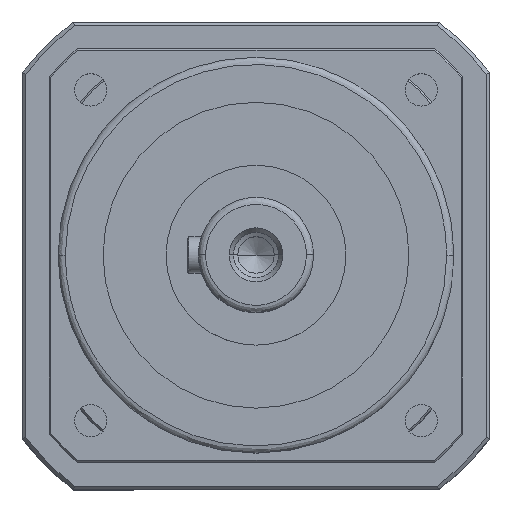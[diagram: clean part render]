
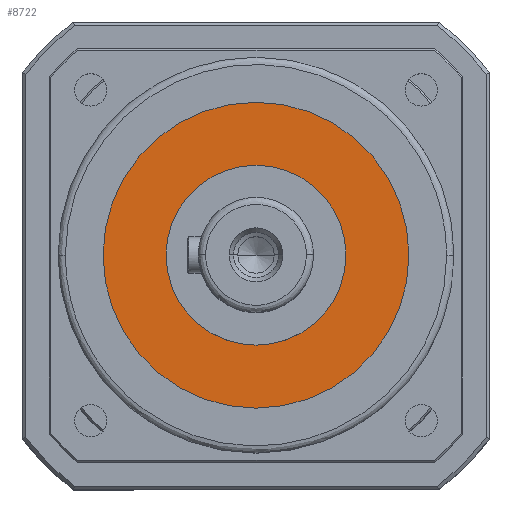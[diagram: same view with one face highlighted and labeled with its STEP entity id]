
A CAD part, top view. The second image highlights one B-rep face of the part: STEP entity #8722.
In plain terms, the highlighted planar face has unit normal (0, 0, 1).
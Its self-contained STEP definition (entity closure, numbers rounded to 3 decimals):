
#510 = AXIS2_PLACEMENT_3D ( 'NONE', #7157, #7031, #7186 ) ;
#1097 = ORIENTED_EDGE ( 'NONE', *, *, #12618, .T. ) ;
#1455 = CARTESIAN_POINT ( 'NONE',  ( 42.5, 0., 159.99 ) ) ;
#2455 = ORIENTED_EDGE ( 'NONE', *, *, #5893, .T. ) ;
#3211 = VERTEX_POINT ( 'NONE', #7233 ) ;
#3555 = VERTEX_POINT ( 'NONE', #11998 ) ;
#4546 = DIRECTION ( 'NONE',  ( 0., 0., -1. ) ) ;
#4697 = AXIS2_PLACEMENT_3D ( 'NONE', #6380, #14606, #7572 ) ;
#5466 = EDGE_LOOP ( 'NONE', ( #13094, #14870 ) ) ;
#5545 = VERTEX_POINT ( 'NONE', #1455 ) ;
#5893 = EDGE_CURVE ( 'NONE', #12834, #5545, #12755, .T. ) ;
#5981 = EDGE_LOOP ( 'NONE', ( #2455, #1097 ) ) ;
#6380 = CARTESIAN_POINT ( 'NONE',  ( 0., 0., 159.99 ) ) ;
#6657 = DIRECTION ( 'NONE',  ( -1., 0., 0. ) ) ;
#6779 = CIRCLE ( 'NONE', #4697, 42.5 ) ;
#7031 = DIRECTION ( 'NONE',  ( 0., 0., 1. ) ) ;
#7157 = CARTESIAN_POINT ( 'NONE',  ( 0., 0., 159.99 ) ) ;
#7186 = DIRECTION ( 'NONE',  ( -1., 0., 0. ) ) ;
#7233 = CARTESIAN_POINT ( 'NONE',  ( -25., 0., 159.99 ) ) ;
#7520 = CARTESIAN_POINT ( 'NONE',  ( 0., 0., 159.99 ) ) ;
#7572 = DIRECTION ( 'NONE',  ( -1., 0., 0. ) ) ;
#7675 = EDGE_CURVE ( 'NONE', #3211, #3555, #13566, .T. ) ;
#8412 = AXIS2_PLACEMENT_3D ( 'NONE', #7520, #12114, #6657 ) ;
#8722 = ADVANCED_FACE ( 'NONE', ( #15087, #12423 ), #9391, .T. ) ;
#8901 = DIRECTION ( 'NONE',  ( 1., 0., 0. ) ) ;
#8921 = DIRECTION ( 'NONE',  ( 0., 0., 1. ) ) ;
#8946 = CARTESIAN_POINT ( 'NONE',  ( 0., 0., 159.99 ) ) ;
#9009 = AXIS2_PLACEMENT_3D ( 'NONE', #11644, #4546, #12810 ) ;
#9391 = PLANE ( 'NONE',  #10842 ) ;
#10213 = CIRCLE ( 'NONE', #9009, 25. ) ;
#10842 = AXIS2_PLACEMENT_3D ( 'NONE', #8946, #8921, #8901 ) ;
#11644 = CARTESIAN_POINT ( 'NONE',  ( 0., 0., 159.99 ) ) ;
#11998 = CARTESIAN_POINT ( 'NONE',  ( 25., 0., 159.99 ) ) ;
#12114 = DIRECTION ( 'NONE',  ( 0., 0., -1. ) ) ;
#12423 = FACE_BOUND ( 'NONE', #5466, .T. ) ;
#12438 = EDGE_CURVE ( 'NONE', #3555, #3211, #10213, .T. ) ;
#12618 = EDGE_CURVE ( 'NONE', #5545, #12834, #6779, .T. ) ;
#12755 = CIRCLE ( 'NONE', #510, 42.5 ) ;
#12810 = DIRECTION ( 'NONE',  ( -1., 0., 0. ) ) ;
#12828 = CARTESIAN_POINT ( 'NONE',  ( -42.5, 0., 159.99 ) ) ;
#12834 = VERTEX_POINT ( 'NONE', #12828 ) ;
#13094 = ORIENTED_EDGE ( 'NONE', *, *, #7675, .T. ) ;
#13566 = CIRCLE ( 'NONE', #8412, 25. ) ;
#14606 = DIRECTION ( 'NONE',  ( 0., 0., 1. ) ) ;
#14870 = ORIENTED_EDGE ( 'NONE', *, *, #12438, .T. ) ;
#15087 = FACE_OUTER_BOUND ( 'NONE', #5981, .T. ) ;
